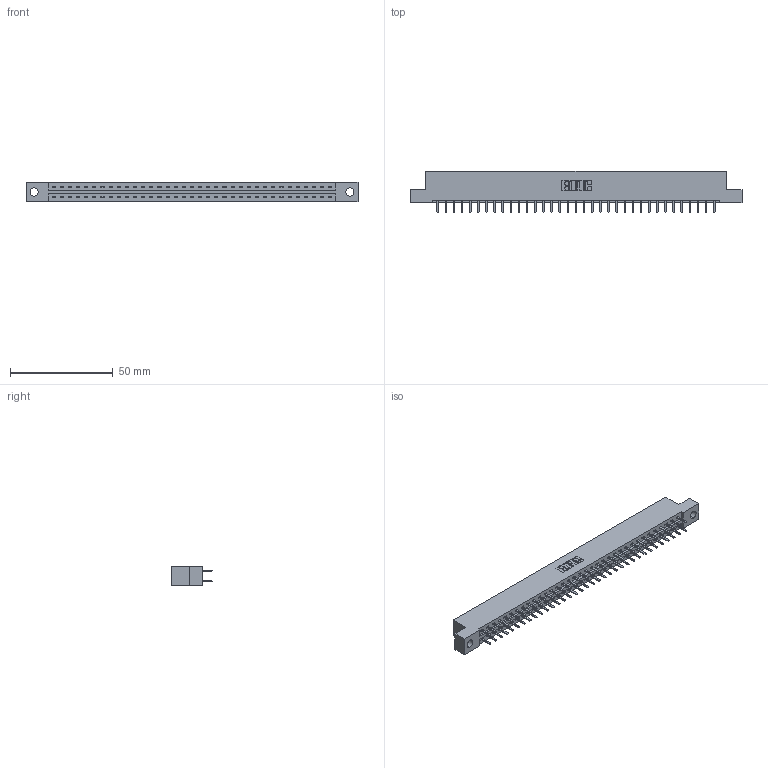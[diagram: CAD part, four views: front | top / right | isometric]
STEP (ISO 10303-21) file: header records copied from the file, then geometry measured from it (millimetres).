
FILE_DESCRIPTION (( 'STEP AP203' ), '1' );
FILE_NAME ('387-070-520-204.STEP', '2018-09-22T16:18:14', ( '' ), ( '' ), 'SwSTEP 2.0', 'SolidWorks 2016', '' );
FILE_SCHEMA (( 'CONFIG_CONTROL_DESIGN' ));
Length unit declared in the file: inch
Products named in the file (3): 345-292-001_345-293-120; 387-070-520-204; 337 Part_Flush Mounting Lugs - 0.156 Dia-TH
Assembly tree (71 placements, depth 2):
  387-070-520-204
    337 Part_Flush Mounting Lugs - 0.156 Dia-TH
    345-292-001_345-293-120  x70
Bounding box: 161.7 x 20.02 x 9.4 mm (x, y, z)
Volume: 16829 mm3; surface area: 18666.9 mm2
Topology: 71 solids, 71 shells, 4174 faces, 12141 edges, 7906 vertices
Faces by surface type: plane 2870, cylinder 1304
Entity records: 28159 total; most frequent: CARTESIAN_POINT 4762, ORIENTED_EDGE 4686, DIRECTION 4051, EDGE_CURVE 2343, VECTOR 2211, LINE 2211, VERTEX_POINT 1558, AXIS2_PLACEMENT_3D 920
